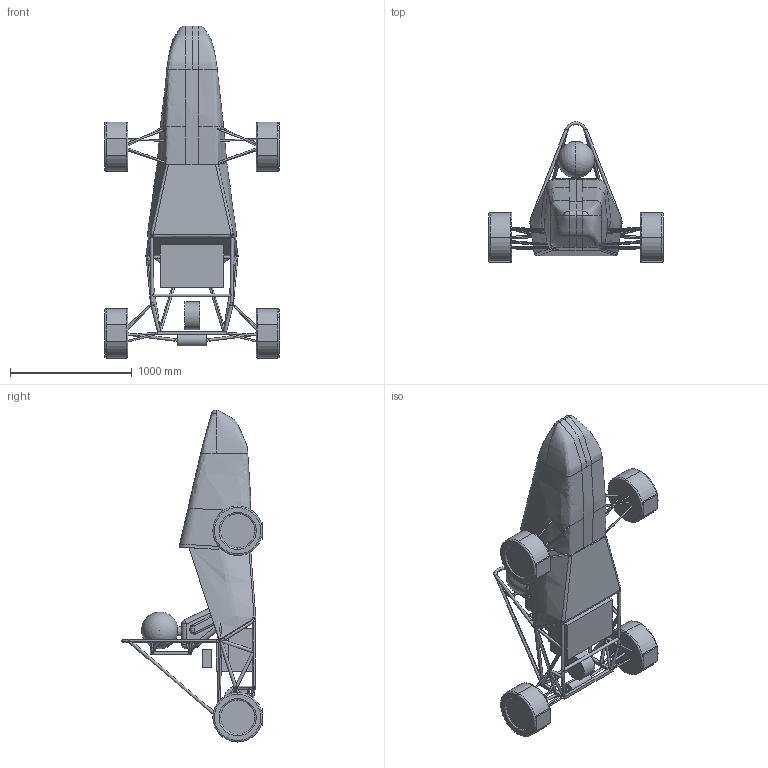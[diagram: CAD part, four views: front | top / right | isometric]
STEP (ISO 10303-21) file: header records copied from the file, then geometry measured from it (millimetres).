
FILE_DESCRIPTION (( 'STEP AP214' ), '1' );
FILE_NAME ('CFD_Block_Model_NFR25_v8.STEP', '2024-09-27T12:01:05', ( '' ), ( '' ), 'SwSTEP 2.0', 'SolidWorks 2024', '' );
FILE_SCHEMA (( 'AUTOMOTIVE_DESIGN' ));
Length unit declared in the file: inch
Products named in the file (1): CFD_Block_Model_NFR25_v8
Bounding box: 1435.1 x 1155.7 x 2724.84 mm (x, y, z)
Volume: 588843197.6 mm3; surface area: 8642302 mm2
Topology: 3 solids, 3 shells, 434 faces, 1331 edges, 849 vertices
Faces by surface type: cylinder 219, plane 94, torus 63, bspline 50, sphere 8
Entity records: 29413 total; most frequent: CARTESIAN_POINT 18929, ORIENTED_EDGE 2624, DIRECTION 1741, EDGE_CURVE 1312, VERTEX_POINT 846, AXIS2_PLACEMENT_3D 679, EDGE_LOOP 486, ADVANCED_FACE 434
